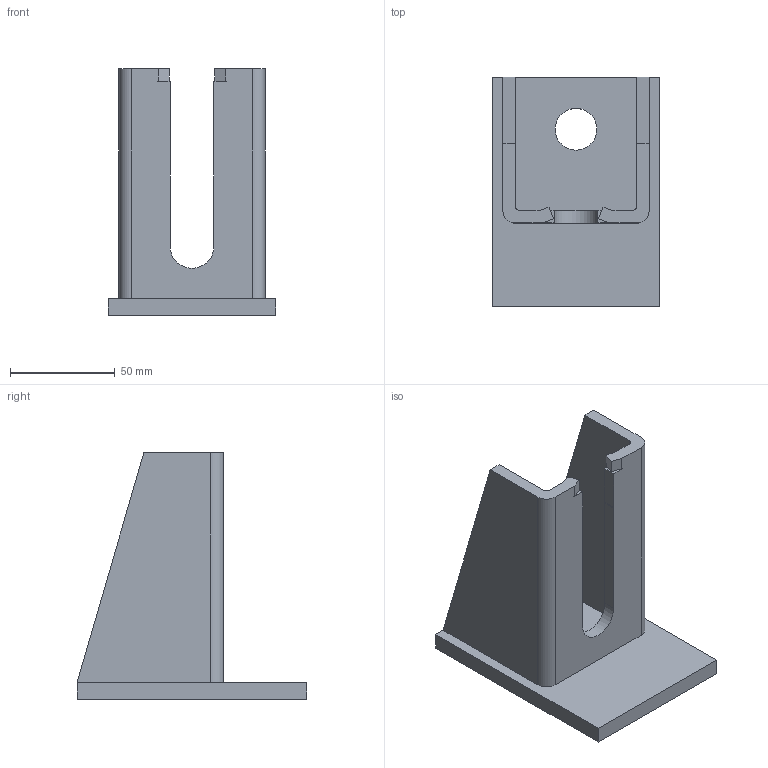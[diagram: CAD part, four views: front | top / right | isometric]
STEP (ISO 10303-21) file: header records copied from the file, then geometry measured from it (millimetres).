
FILE_DESCRIPTION((''),'2;1');
FILE_NAME('9066.stp','2010-06-03T11:19:35',('giuliano'),(''),'Autodesk Inventor 2010','Autodesk Inventor 2010','');
FILE_SCHEMA(('AUTOMOTIVE_DESIGN { 1 0 10303 214 1 1 1 1 }'));
Length unit declared in the file: millimetre
Products named in the file (1): 9066
Bounding box: 80 x 110 x 118 mm (x, y, z)
Volume: 164106.2 mm3; surface area: 54537.5 mm2
Topology: 1 solids, 1 shells, 41 faces, 114 edges, 75 vertices
Faces by surface type: plane 30, cylinder 7, bspline 4
Entity records: 1329 total; most frequent: CARTESIAN_POINT 254, ORIENTED_EDGE 224, DIRECTION 204, EDGE_CURVE 112, VECTOR 96, LINE 96, VERTEX_POINT 74, AXIS2_PLACEMENT_3D 54
